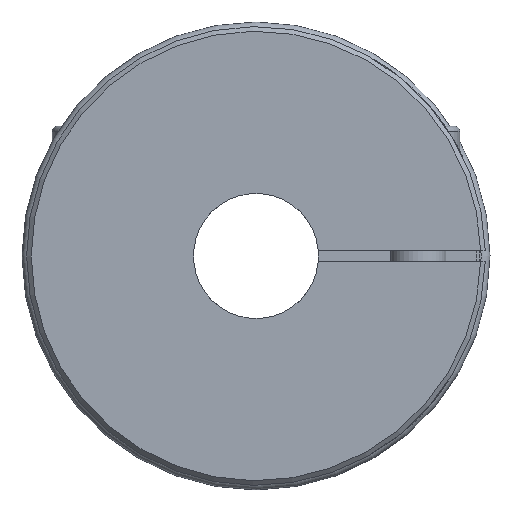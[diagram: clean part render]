
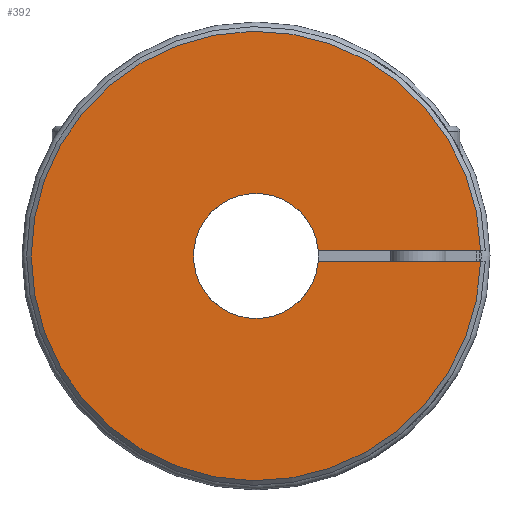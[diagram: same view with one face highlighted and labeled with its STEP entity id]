
A CAD part, left-side view. The second image highlights one B-rep face of the part: STEP entity #392.
In plain terms, the highlighted planar face has unit normal (-1, 0, 0).
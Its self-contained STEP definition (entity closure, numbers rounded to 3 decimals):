
#392 = ADVANCED_FACE( '', ( #869 ), #870, .F. );
#869 = FACE_OUTER_BOUND( '', #1360, .T. );
#870 = PLANE( '', #1361 );
#1360 = EDGE_LOOP( '', ( #2264, #2265, #2266, #2267 ) );
#1361 = AXIS2_PLACEMENT_3D( '', #2268, #2269, #2270 );
#2264 = ORIENTED_EDGE( '', *, *, #2584, .T. );
#2265 = ORIENTED_EDGE( '', *, *, #2643, .T. );
#2266 = ORIENTED_EDGE( '', *, *, #2651, .T. );
#2267 = ORIENTED_EDGE( '', *, *, #2673, .F. );
#2268 = CARTESIAN_POINT( '', ( -50., 0., 0. ) );
#2269 = DIRECTION( '', ( 1., 0., 0. ) );
#2270 = DIRECTION( '', ( 0., 0., 1. ) );
#2584 = EDGE_CURVE( '', #3052, #3050, #3053, .T. );
#2643 = EDGE_CURVE( '', #3050, #3129, #3131, .T. );
#2651 = EDGE_CURVE( '', #3129, #3141, #3142, .T. );
#2673 = EDGE_CURVE( '', #3052, #3141, #3168, .T. );
#3050 = VERTEX_POINT( '', #5158 );
#3052 = VERTEX_POINT( '', #5161 );
#3053 = LINE( '', #5162, #5163 );
#3129 = VERTEX_POINT( '', #5246 );
#3131 = CIRCLE( '', #5249, 48.5 );
#3141 = VERTEX_POINT( '', #5260 );
#3142 = LINE( '', #5261, #5262 );
#3168 = CIRCLE( '', #5294, 13.5 );
#5158 = CARTESIAN_POINT( '', ( -50., -48.485, 1.2 ) );
#5161 = CARTESIAN_POINT( '', ( -50., -13.447, 1.2 ) );
#5162 = CARTESIAN_POINT( '', ( -50., -19.964, 1.2 ) );
#5163 = VECTOR( '', #5637, 1000. );
#5246 = CARTESIAN_POINT( '', ( -50., -48.485, -1.2 ) );
#5249 = AXIS2_PLACEMENT_3D( '', #5712, #5713, #5714 );
#5260 = CARTESIAN_POINT( '', ( -50., -13.447, -1.2 ) );
#5261 = CARTESIAN_POINT( '', ( -50., -19.964, -1.2 ) );
#5262 = VECTOR( '', #5722, 1000. );
#5294 = AXIS2_PLACEMENT_3D( '', #5738, #5739, #5740 );
#5637 = DIRECTION( '', ( 0., -1., 0. ) );
#5712 = CARTESIAN_POINT( '', ( -50., 0., 0. ) );
#5713 = DIRECTION( '', ( -1., 0., 0. ) );
#5714 = DIRECTION( '', ( 0., 1., 0. ) );
#5722 = DIRECTION( '', ( 0., 1., 0. ) );
#5738 = CARTESIAN_POINT( '', ( -50., 0., 0. ) );
#5739 = DIRECTION( '', ( -1., 0., 0. ) );
#5740 = DIRECTION( '', ( 0., -1., 0. ) );
